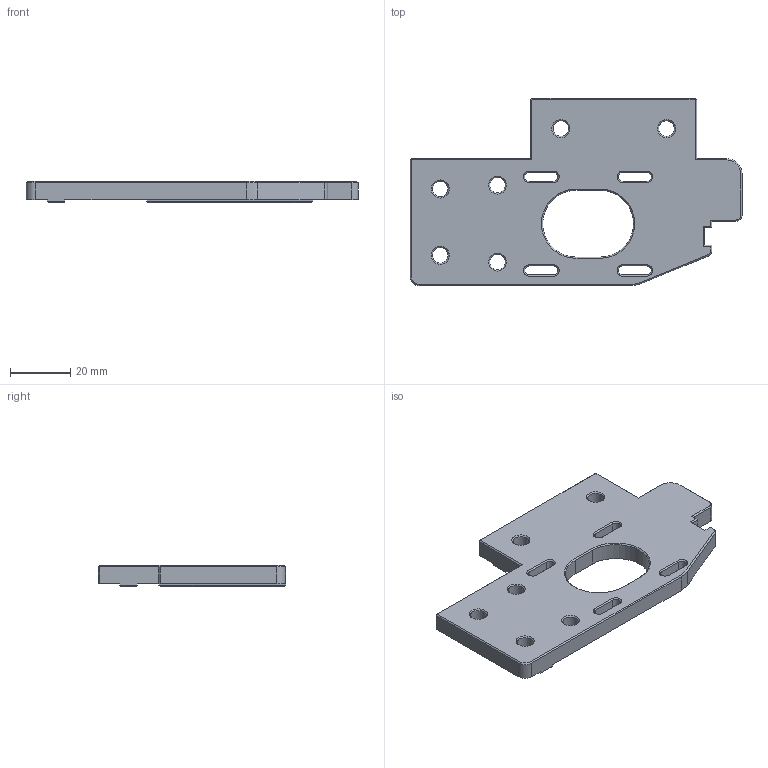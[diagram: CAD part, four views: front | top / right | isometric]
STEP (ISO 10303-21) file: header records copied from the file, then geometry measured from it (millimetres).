
FILE_DESCRIPTION(/* description */ (''),/* implementation_level */ '2;1');
FILE_NAME(/* name */ 'RR_BOT.step',/* time_stamp */ '2024-06-08T19:37:59+09:00',/* author */ (''),/* organization */ (''),/* preprocessor_version */ 'ST-DEVELOPER v20',/* originating_system */ 'Autodesk Translation Framework v13.14.0.145',/* authorisation */ '');
FILE_SCHEMA (('AUTOMOTIVE_DESIGN { 1 0 10303 214 3 1 1 }'));
Length unit declared in the file: millimetre
Products named in the file (1): RR_BOT
Bounding box: 110 x 62 x 7 mm (x, y, z)
Volume: 27674.2 mm3; surface area: 12894.3 mm2
Topology: 1 solids, 1 shells, 120 faces, 309 edges, 187 vertices
Faces by surface type: plane 78, cone 21, cylinder 21
Full cylindrical faces by diameter (mm): 5.1 x2, 5.2 x4
Entity records: 3660 total; most frequent: DIRECTION 630, ORIENTED_EDGE 618, CARTESIAN_POINT 617, EDGE_CURVE 309, LINE 230, VECTOR 230, AXIS2_PLACEMENT_3D 200, VERTEX_POINT 187
